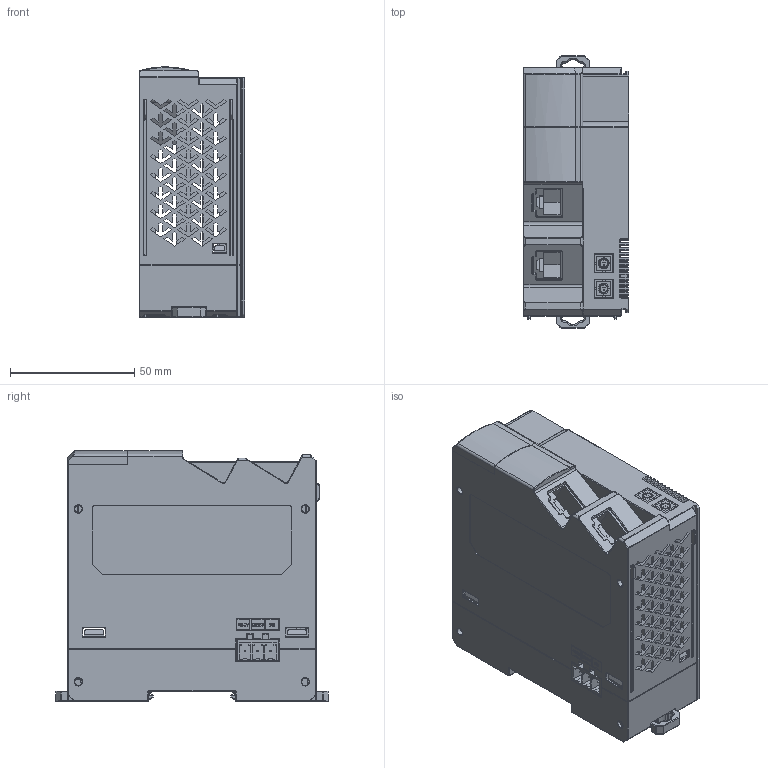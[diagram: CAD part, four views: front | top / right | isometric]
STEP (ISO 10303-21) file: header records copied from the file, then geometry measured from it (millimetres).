
FILE_DESCRIPTION((''),'2;1');
FILE_NAME('0-PMC-COMMUNICATION-ADAPTER_ASM','2021-05-21T',('Administrator'),(''),'PRO/ENGINEER BY PARAMETRIC TECHNOLOGY CORPORATION, 2009440','PRO/ENGINEER BY PARAMETRIC TECHNOLOGY CORPORATION, 2009440','');
FILE_SCHEMA(('CONFIG_CONTROL_DESIGN'));
Products named in the file (22): PMC-COMMUNICATION-ADAPTER-01_1; PRT0005; PMC-COMMUNICATION-ADAPTER-04_1; PRT0006; C-1_ASM_1_ASM_ASM_ASM; STAR-16H1_1; C-2_ASM_1_ASM_ASM_ASM; PRT0007; PRT0008; PRT0009; ASM0003_ASM_ASM; C-3_ASM_1_ASM_ASM_ASM; PMC-COMMUNICATION-ADAPTER-PCB_A_ASM; PMC-COMMUNICATION-ADAPTER-02_1; PRT0011; PRT0012; ASM0004_ASM_ASM; PRT0013; PMC-COMMUNICATION-ADAPTER-B_AF5_ASM; ASM0002_ASM_ASM; 0-PMC-COMMUNICATION-ADAPTER_AF1_ASM; 0-PMC-COMMUNICATION-ADAPTER_ASM
Assembly tree (24 placements, depth 7):
  0-PMC-COMMUNICATION-ADAPTER_ASM
    0-PMC-COMMUNICATION-ADAPTER_AF1_ASM
      ASM0002_ASM_ASM
        PMC-COMMUNICATION-ADAPTER-01_1
        PRT0005
        PMC-COMMUNICATION-ADAPTER-04_1
        PMC-COMMUNICATION-ADAPTER-PCB_A_ASM
          C-1_ASM_1_ASM_ASM_ASM
            PRT0006  x2
          C-2_ASM_1_ASM_ASM_ASM
            STAR-16H1_1  x2
          C-3_ASM_1_ASM_ASM_ASM
            PRT0007
            PRT0008
            ASM0003_ASM_ASM
              PRT0009
        PMC-COMMUNICATION-ADAPTER-B_AF5_ASM
          PMC-COMMUNICATION-ADAPTER-02_1
          ASM0004_ASM_ASM  x2
            PRT0011
            PRT0012
          PRT0013
Bounding box: 42.5 x 110 x 100.92 mm (x, y, z)
Volume: 83884.1 mm3; surface area: 105449.3 mm2
Topology: 15 solids, 16 shells, 5236 faces, 14392 edges, 9094 vertices
Faces by surface type: plane 3178, cylinder 1377, torus 290, bspline 188, sphere 127, cone 62, extrusion 14
Entity records: 153232 total; most frequent: CARTESIAN_POINT 37333, ORIENTED_EDGE 24800, DIRECTION 23204, EDGE_CURVE 12411, VECTOR 9232, LINE 9218, VERTEX_POINT 7914, AXIS2_PLACEMENT_3D 6986
